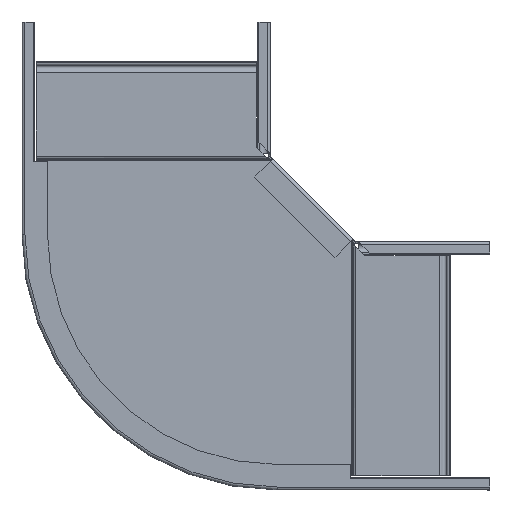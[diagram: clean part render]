
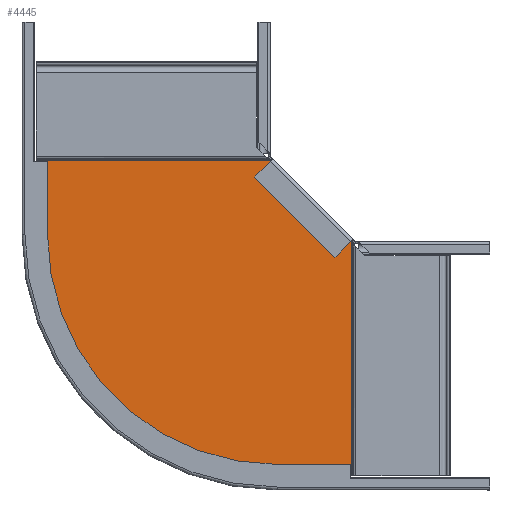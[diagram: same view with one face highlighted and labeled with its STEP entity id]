
A CAD part, front view. The second image highlights one B-rep face of the part: STEP entity #4445.
In plain terms, the highlighted planar face has unit normal (0, -1, 0).
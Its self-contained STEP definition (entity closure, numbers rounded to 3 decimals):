
#32 = CARTESIAN_POINT ( 'NONE',  ( -19.662, -0.75, -167.912 ) ) ;
#123 = EDGE_CURVE ( 'NONE', #2420, #2499, #3870, .T. ) ;
#139 = CARTESIAN_POINT ( 'NONE',  ( -19.662, -0.75, -167.912 ) ) ;
#149 = DIRECTION ( 'NONE',  ( 0., 0., -1. ) ) ;
#220 = ORIENTED_EDGE ( 'NONE', *, *, #5286, .F. ) ;
#391 = ORIENTED_EDGE ( 'NONE', *, *, #909, .T. ) ;
#474 = CARTESIAN_POINT ( 'NONE',  ( -19.662, -0.75, 24.071 ) ) ;
#498 = CARTESIAN_POINT ( 'NONE',  ( -12.021, -0.75, 12.021 ) ) ;
#516 = CARTESIAN_POINT ( 'NONE',  ( 23.412, -0.75, -167.912 ) ) ;
#530 = CARTESIAN_POINT ( 'NONE',  ( -161.412, -0.75, 75.912 ) ) ;
#579 = PLANE ( 'NONE',  #3820 ) ;
#608 = FACE_OUTER_BOUND ( 'NONE', #5202, .T. ) ;
#618 = VERTEX_POINT ( 'NONE', #3108 ) ;
#620 = AXIS2_PLACEMENT_3D ( 'NONE', #5317, #4865, #149 ) ;
#710 = VECTOR ( 'NONE', #4277, 1000. ) ;
#909 = EDGE_CURVE ( 'NONE', #3626, #2287, #2153, .T. ) ;
#985 = LINE ( 'NONE', #530, #3035 ) ;
#1058 = LINE ( 'NONE', #139, #5418 ) ;
#1152 = CARTESIAN_POINT ( 'NONE',  ( 24.071, -0.75, -161.412 ) ) ;
#1543 = VERTEX_POINT ( 'NONE', #32 ) ;
#1571 = VECTOR ( 'NONE', #2530, 1000. ) ;
#1577 = ORIENTED_EDGE ( 'NONE', *, *, #4255, .F. ) ;
#1715 = DIRECTION ( 'NONE',  ( 0., 0., -1. ) ) ;
#1973 = VECTOR ( 'NONE', #5137, 1000. ) ;
#2024 = CARTESIAN_POINT ( 'NONE',  ( -167.912, -0.75, 23.412 ) ) ;
#2071 = ORIENTED_EDGE ( 'NONE', *, *, #3508, .F. ) ;
#2135 = VECTOR ( 'NONE', #5448, 1000. ) ;
#2153 = LINE ( 'NONE', #474, #1571 ) ;
#2175 = LINE ( 'NONE', #498, #710 ) ;
#2212 = ORIENTED_EDGE ( 'NONE', *, *, #5072, .T. ) ;
#2232 = CIRCLE ( 'NONE', #620, 148.25 ) ;
#2240 = DIRECTION ( 'NONE',  ( 0., 0., -1. ) ) ;
#2287 = VERTEX_POINT ( 'NONE', #4154 ) ;
#2329 = VECTOR ( 'NONE', #4453, 1000. ) ;
#2372 = ORIENTED_EDGE ( 'NONE', *, *, #3050, .T. ) ;
#2405 = DIRECTION ( 'NONE',  ( 0., -1., 0. ) ) ;
#2420 = VERTEX_POINT ( 'NONE', #5443 ) ;
#2499 = VERTEX_POINT ( 'NONE', #516 ) ;
#2530 = DIRECTION ( 'NONE',  ( -1., 0., 0. ) ) ;
#2568 = ORIENTED_EDGE ( 'NONE', *, *, #123, .F. ) ;
#2751 = DIRECTION ( 'NONE',  ( 1., 0., 0. ) ) ;
#3035 = VECTOR ( 'NONE', #2240, 1000. ) ;
#3050 = EDGE_CURVE ( 'NONE', #3413, #4382, #4713, .T. ) ;
#3108 = CARTESIAN_POINT ( 'NONE',  ( 24.071, -0.75, -24.071 ) ) ;
#3369 = LINE ( 'NONE', #5500, #4127 ) ;
#3388 = ORIENTED_EDGE ( 'NONE', *, *, #4499, .T. ) ;
#3413 = VERTEX_POINT ( 'NONE', #3887 ) ;
#3428 = CARTESIAN_POINT ( 'NONE',  ( 24.071, -0.75, -19.662 ) ) ;
#3451 = CARTESIAN_POINT ( 'NONE',  ( 23.412, -0.75, -167.912 ) ) ;
#3508 = EDGE_CURVE ( 'NONE', #1543, #4422, #2232, .T. ) ;
#3518 = LINE ( 'NONE', #3428, #1973 ) ;
#3626 = VERTEX_POINT ( 'NONE', #5375 ) ;
#3711 = ORIENTED_EDGE ( 'NONE', *, *, #3778, .F. ) ;
#3759 = DIRECTION ( 'NONE',  ( 0., 0., 1. ) ) ;
#3778 = EDGE_CURVE ( 'NONE', #3626, #618, #2175, .T. ) ;
#3820 = AXIS2_PLACEMENT_3D ( 'NONE', #3971, #2405, #5253 ) ;
#3870 = LINE ( 'NONE', #3451, #4957 ) ;
#3887 = CARTESIAN_POINT ( 'NONE',  ( -161.412, -0.75, 23.412 ) ) ;
#3950 = CARTESIAN_POINT ( 'NONE',  ( 75.912, -0.75, -161.412 ) ) ;
#3971 = CARTESIAN_POINT ( 'NONE',  ( -19.662, -0.75, -19.662 ) ) ;
#4127 = VECTOR ( 'NONE', #3759, 1000. ) ;
#4154 = CARTESIAN_POINT ( 'NONE',  ( -161.412, -0.75, 24.071 ) ) ;
#4255 = EDGE_CURVE ( 'NONE', #4374, #2420, #4863, .T. ) ;
#4277 = DIRECTION ( 'NONE',  ( 0.707, 0., -0.707 ) ) ;
#4323 = ORIENTED_EDGE ( 'NONE', *, *, #5528, .F. ) ;
#4374 = VERTEX_POINT ( 'NONE', #1152 ) ;
#4382 = VERTEX_POINT ( 'NONE', #5282 ) ;
#4422 = VERTEX_POINT ( 'NONE', #4855 ) ;
#4445 = ADVANCED_FACE ( 'NONE', ( #608 ), #579, .T. ) ;
#4453 = DIRECTION ( 'NONE',  ( -1., 0., 0. ) ) ;
#4499 = EDGE_CURVE ( 'NONE', #1543, #2499, #1058, .T. ) ;
#4713 = LINE ( 'NONE', #2024, #2135 ) ;
#4855 = CARTESIAN_POINT ( 'NONE',  ( -167.912, -0.75, -19.662 ) ) ;
#4863 = LINE ( 'NONE', #3950, #2329 ) ;
#4865 = DIRECTION ( 'NONE',  ( 0., 1., 0. ) ) ;
#4957 = VECTOR ( 'NONE', #1715, 1000. ) ;
#5072 = EDGE_CURVE ( 'NONE', #2287, #3413, #985, .T. ) ;
#5137 = DIRECTION ( 'NONE',  ( 0., 0., -1. ) ) ;
#5202 = EDGE_LOOP ( 'NONE', ( #3711, #391, #2212, #2372, #4323, #2071, #3388, #2568, #1577, #220 ) ) ;
#5253 = DIRECTION ( 'NONE',  ( 0., 0., -1. ) ) ;
#5282 = CARTESIAN_POINT ( 'NONE',  ( -167.912, -0.75, 23.412 ) ) ;
#5286 = EDGE_CURVE ( 'NONE', #618, #4374, #3518, .T. ) ;
#5317 = CARTESIAN_POINT ( 'NONE',  ( -19.662, -0.75, -19.662 ) ) ;
#5375 = CARTESIAN_POINT ( 'NONE',  ( -24.071, -0.75, 24.071 ) ) ;
#5418 = VECTOR ( 'NONE', #2751, 1000. ) ;
#5443 = CARTESIAN_POINT ( 'NONE',  ( 23.412, -0.75, -161.412 ) ) ;
#5448 = DIRECTION ( 'NONE',  ( -1., 0., 0. ) ) ;
#5500 = CARTESIAN_POINT ( 'NONE',  ( -167.912, -0.75, -19.662 ) ) ;
#5528 = EDGE_CURVE ( 'NONE', #4422, #4382, #3369, .T. ) ;
